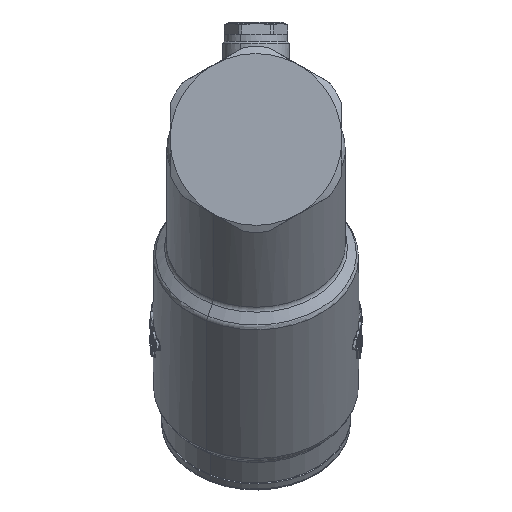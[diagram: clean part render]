
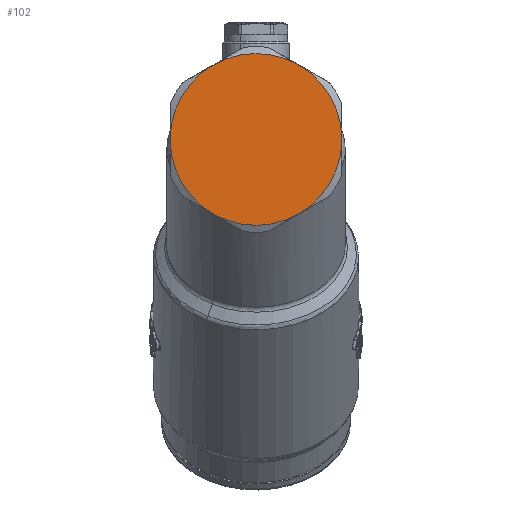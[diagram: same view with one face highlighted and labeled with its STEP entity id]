
A CAD part, front view. The second image highlights one B-rep face of the part: STEP entity #102.
In plain terms, the highlighted planar face has unit normal (0, -1, 0).
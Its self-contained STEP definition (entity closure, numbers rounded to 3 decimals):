
#31=CARTESIAN_POINT('Axis2P3D Location',(0.,-4.,26.5)) ;
#36=CARTESIAN_POINT('Axis2P3D Location',(0.,-4.,0.)) ;
#40=CARTESIAN_POINT('Vertex',(-11.746,-4.,-21.501)) ;
#42=CARTESIAN_POINT('Vertex',(-12.25,-4.,-21.218)) ;
#45=CARTESIAN_POINT('Axis2P3D Location',(0.,-4.,0.)) ;
#49=CARTESIAN_POINT('Vertex',(12.25,-4.,-21.218)) ;
#52=CARTESIAN_POINT('Axis2P3D Location',(0.,-4.,0.)) ;
#56=CARTESIAN_POINT('Vertex',(24.5,-4.,0.)) ;
#59=CARTESIAN_POINT('Axis2P3D Location',(0.,-4.,0.)) ;
#63=CARTESIAN_POINT('Vertex',(12.25,-4.,21.218)) ;
#66=CARTESIAN_POINT('Axis2P3D Location',(0.,-4.,0.)) ;
#70=CARTESIAN_POINT('Vertex',(11.746,-4.,21.501)) ;
#73=CARTESIAN_POINT('Axis2P3D Location',(0.,-4.,0.)) ;
#77=CARTESIAN_POINT('Vertex',(-12.25,-4.,21.218)) ;
#80=CARTESIAN_POINT('Axis2P3D Location',(0.,-4.,0.)) ;
#84=CARTESIAN_POINT('Vertex',(-24.5,-4.,0.)) ;
#87=CARTESIAN_POINT('Axis2P3D Location',(0.,-4.,0.)) ;
#32=DIRECTION('Axis2P3D Direction',(-0.,1.,0.)) ;
#33=DIRECTION('Axis2P3D XDirection',(1.,0.,0.)) ;
#37=DIRECTION('Axis2P3D Direction',(-0.,1.,0.)) ;
#46=DIRECTION('Axis2P3D Direction',(-0.,1.,0.)) ;
#53=DIRECTION('Axis2P3D Direction',(-0.,1.,0.)) ;
#60=DIRECTION('Axis2P3D Direction',(-0.,1.,0.)) ;
#67=DIRECTION('Axis2P3D Direction',(-0.,1.,0.)) ;
#74=DIRECTION('Axis2P3D Direction',(-0.,1.,0.)) ;
#81=DIRECTION('Axis2P3D Direction',(-0.,1.,0.)) ;
#88=DIRECTION('Axis2P3D Direction',(-0.,1.,0.)) ;
#34=AXIS2_PLACEMENT_3D('Plane Axis2P3D',#31,#32,#33) ;
#38=AXIS2_PLACEMENT_3D('Circle Axis2P3D',#36,#37,$) ;
#47=AXIS2_PLACEMENT_3D('Circle Axis2P3D',#45,#46,$) ;
#54=AXIS2_PLACEMENT_3D('Circle Axis2P3D',#52,#53,$) ;
#61=AXIS2_PLACEMENT_3D('Circle Axis2P3D',#59,#60,$) ;
#68=AXIS2_PLACEMENT_3D('Circle Axis2P3D',#66,#67,$) ;
#75=AXIS2_PLACEMENT_3D('Circle Axis2P3D',#73,#74,$) ;
#82=AXIS2_PLACEMENT_3D('Circle Axis2P3D',#80,#81,$) ;
#89=AXIS2_PLACEMENT_3D('Circle Axis2P3D',#87,#88,$) ;
#39=CIRCLE('generated circle',#38,24.5) ;
#48=CIRCLE('generated circle',#47,24.5) ;
#55=CIRCLE('generated circle',#54,24.5) ;
#62=CIRCLE('generated circle',#61,24.5) ;
#69=CIRCLE('generated circle',#68,24.5) ;
#76=CIRCLE('generated circle',#75,24.5) ;
#83=CIRCLE('generated circle',#82,24.5) ;
#90=CIRCLE('generated circle',#89,24.5) ;
#35=PLANE('',#34) ;
#44=EDGE_CURVE('',#41,#43,#39,.T.) ;
#51=EDGE_CURVE('',#50,#41,#48,.T.) ;
#58=EDGE_CURVE('',#57,#50,#55,.T.) ;
#65=EDGE_CURVE('',#64,#57,#62,.T.) ;
#72=EDGE_CURVE('',#71,#64,#69,.T.) ;
#79=EDGE_CURVE('',#78,#71,#76,.T.) ;
#86=EDGE_CURVE('',#85,#78,#83,.T.) ;
#91=EDGE_CURVE('',#43,#85,#90,.T.) ;
#93=ORIENTED_EDGE('',*,*,#44,.F.) ;
#94=ORIENTED_EDGE('',*,*,#51,.F.) ;
#95=ORIENTED_EDGE('',*,*,#58,.F.) ;
#96=ORIENTED_EDGE('',*,*,#65,.F.) ;
#97=ORIENTED_EDGE('',*,*,#72,.F.) ;
#98=ORIENTED_EDGE('',*,*,#79,.F.) ;
#99=ORIENTED_EDGE('',*,*,#86,.F.) ;
#100=ORIENTED_EDGE('',*,*,#91,.F.) ;
#92=EDGE_LOOP('',(#93,#94,#95,#96,#97,#98,#99,#100)) ;
#41=VERTEX_POINT('',#40) ;
#43=VERTEX_POINT('',#42) ;
#50=VERTEX_POINT('',#49) ;
#57=VERTEX_POINT('',#56) ;
#64=VERTEX_POINT('',#63) ;
#71=VERTEX_POINT('',#70) ;
#78=VERTEX_POINT('',#77) ;
#85=VERTEX_POINT('',#84) ;
#102=ADVANCED_FACE('PartBody',(#101),#35,.F.) ;
#101=FACE_OUTER_BOUND('',#92,.T.) ;
